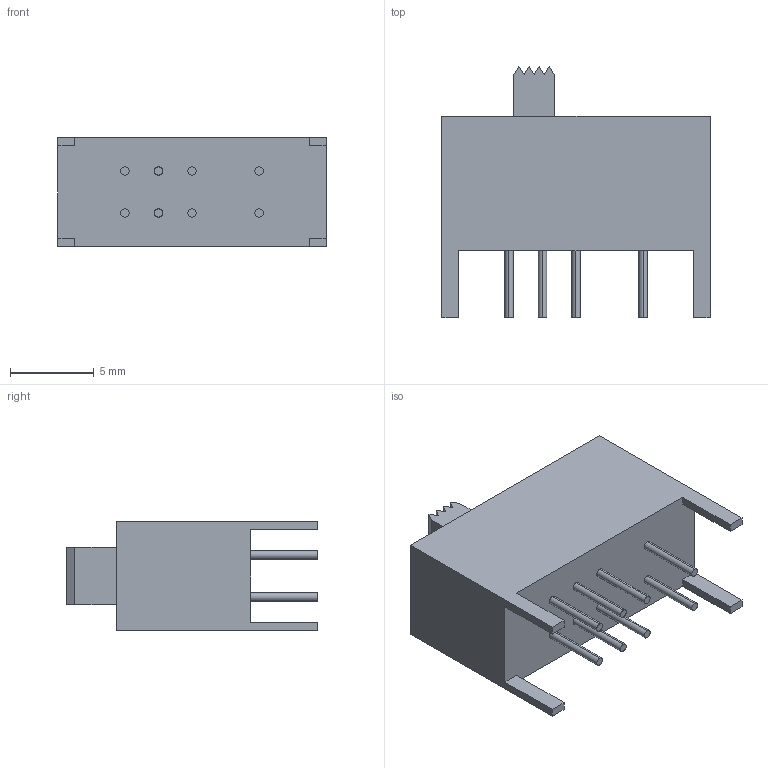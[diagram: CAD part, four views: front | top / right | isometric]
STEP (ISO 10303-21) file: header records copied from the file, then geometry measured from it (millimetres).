
FILE_DESCRIPTION (( 'STEP AP214' ), '1' );
FILE_NAME ('micro switch 3ple.STEP', '2021-11-01T03:17:11', ( '' ), ( '' ), 'SwSTEP 2.0', 'SolidWorks 2021', '' );
FILE_SCHEMA (( 'AUTOMOTIVE_DESIGN' ));
Length unit declared in the file: millimetre
Products named in the file (1): micro switch 3ple
Bounding box: 16 x 15 x 6.5 mm (x, y, z)
Volume: 826 mm3; surface area: 778.6 mm2
Topology: 1 solids, 1 shells, 64 faces, 153 edges, 102 vertices
Faces by surface type: plane 48, cylinder 16
Entity records: 2081 total; most frequent: CARTESIAN_POINT 320, DIRECTION 315, ORIENTED_EDGE 306, EDGE_CURVE 153, LINE 121, VECTOR 121, VERTEX_POINT 102, AXIS2_PLACEMENT_3D 97
